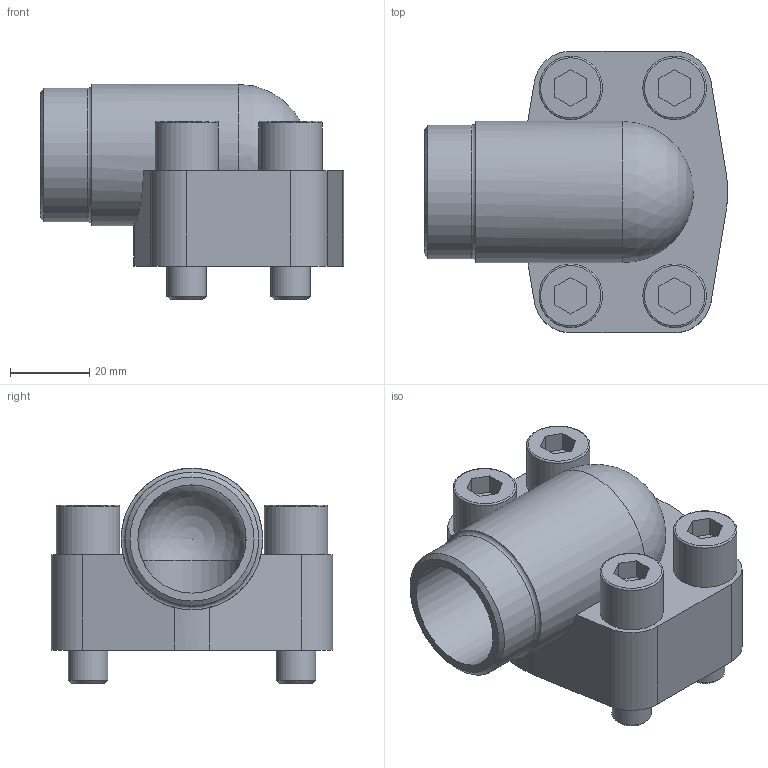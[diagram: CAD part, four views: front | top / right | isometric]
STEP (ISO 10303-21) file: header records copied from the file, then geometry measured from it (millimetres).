
FILE_DESCRIPTION(/* description */ ('STEP AP203'),/* implementation_level */ '2;1');
FILE_NAME(/* name */ 'SAE-Elbow Butt Weld Flange Connection AFW 25-3-33.7x3.2-01',/* time_stamp */ '2025-01-21T10:11:29+01:00',/* author */ ('License CC BY-ND 4.0'),/* organization */ ('CADENAS'),/* preprocessor_version */ 'ST-DEVELOPER v19.3',/* originating_system */ 'PARTsolutions',/* authorisation */ ' ');
FILE_SCHEMA (('CONFIG_CONTROL_DESIGN'));
Length unit declared in the file: millimetre
Products named in the file (1): SAE Winkelflanschanschluss AFW 25-3-33.7x3.2-01
Bounding box: 76.46 x 71 x 54.35 mm (x, y, z)
Volume: 94447.4 mm3; surface area: 34053.7 mm2
Topology: 1 solids, 3 shells, 101 faces, 226 edges, 148 vertices
Faces by surface type: plane 56, cylinder 30, torus 8, cone 5, sphere 2
Full cylindrical faces by diameter (mm): 10 x4, 10.2 x4, 11 x4, 16 x4, 25 x1, 27.3 x1, 33.12 x2, 33.7 x1, 35.7 x1, 39.78 x2
Entity records: 3243 total; most frequent: DIRECTION 448, CARTESIAN_POINT 429, ORIENTED_EDGE 346, AXIS2_PLACEMENT_3D 175, EDGE_CURVE 173, EDGE_LOOP 163, FACE_BOUND 163, VERTEX_POINT 134
